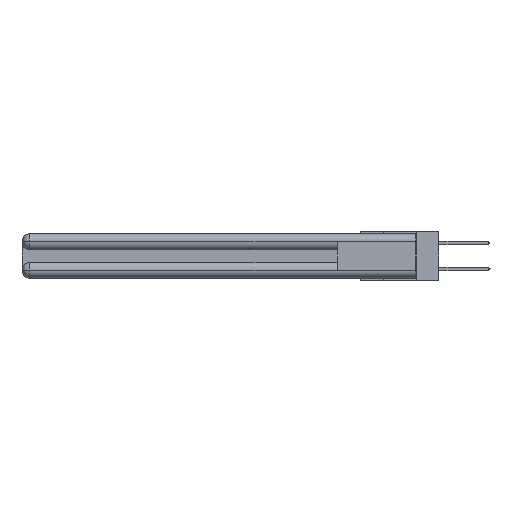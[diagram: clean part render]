
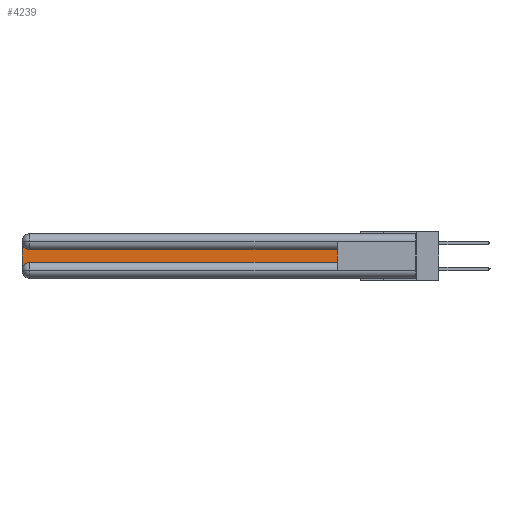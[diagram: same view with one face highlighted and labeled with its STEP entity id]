
A CAD part, left-side view. The second image highlights one B-rep face of the part: STEP entity #4239.
In plain terms, the highlighted planar face has unit normal (-1, 0, 0).
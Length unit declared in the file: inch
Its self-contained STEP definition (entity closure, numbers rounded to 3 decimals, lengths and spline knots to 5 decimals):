
#237 = VERTEX_POINT ( 'NONE', #12189 ) ;
#308 = VERTEX_POINT ( 'NONE', #28018 ) ;
#661 = VECTOR ( 'NONE', #7566, 39.37008 ) ;
#1596 = VERTEX_POINT ( 'NONE', #23557 ) ;
#1708 = DIRECTION ( 'NONE',  ( 0., 0., -1. ) ) ;
#1786 = LINE ( 'NONE', #8754, #25315 ) ;
#2314 = VERTEX_POINT ( 'NONE', #6928 ) ;
#2345 = EDGE_CURVE ( 'NONE', #237, #11829, #22769, .T. ) ;
#2537 = ORIENTED_EDGE ( 'NONE', *, *, #16121, .T. ) ;
#2796 = DIRECTION ( 'NONE',  ( 1., 0., 0. ) ) ;
#2913 = VECTOR ( 'NONE', #4327, 39.37008 ) ;
#3590 = AXIS2_PLACEMENT_3D ( 'NONE', #8116, #27942, #27751 ) ;
#4239 = ADVANCED_FACE ( 'NONE', ( #12156 ), #6130, .F. ) ;
#4327 = DIRECTION ( 'NONE',  ( 0., 1., 0. ) ) ;
#4870 = VECTOR ( 'NONE', #1708, 39.37008 ) ;
#5552 = ORIENTED_EDGE ( 'NONE', *, *, #7831, .T. ) ;
#5578 = CARTESIAN_POINT ( 'NONE',  ( 0.075, 0.6, -0.2175 ) ) ;
#5932 = EDGE_CURVE ( 'NONE', #15512, #237, #1786, .T. ) ;
#6130 = PLANE ( 'NONE',  #25760 ) ;
#6290 = DIRECTION ( 'NONE',  ( 0., -1., 0. ) ) ;
#6928 = CARTESIAN_POINT ( 'NONE',  ( 0.075, 2.94, -0.1225 ) ) ;
#7039 = EDGE_LOOP ( 'NONE', ( #16598, #26566, #5552, #2537, #12081, #8137 ) ) ;
#7276 = CARTESIAN_POINT ( 'NONE',  ( 0.075, 2.94, -0.0625 ) ) ;
#7566 = DIRECTION ( 'NONE',  ( 0., 0., 1. ) ) ;
#7831 = EDGE_CURVE ( 'NONE', #308, #1596, #11331, .T. ) ;
#8018 = LINE ( 'NONE', #21605, #2913 ) ;
#8116 = CARTESIAN_POINT ( 'NONE',  ( 0.075, 2.94, -0.2775 ) ) ;
#8137 = ORIENTED_EDGE ( 'NONE', *, *, #2345, .T. ) ;
#8219 = CARTESIAN_POINT ( 'NONE',  ( 0.075, 3., -0.1225 ) ) ;
#8754 = CARTESIAN_POINT ( 'NONE',  ( 0.075, 0.6, -0.2175 ) ) ;
#11331 = LINE ( 'NONE', #25507, #4870 ) ;
#11549 = DIRECTION ( 'NONE',  ( 0., 0., -1. ) ) ;
#11829 = VERTEX_POINT ( 'NONE', #18986 ) ;
#12081 = ORIENTED_EDGE ( 'NONE', *, *, #5932, .T. ) ;
#12156 = FACE_OUTER_BOUND ( 'NONE', #7039, .T. ) ;
#12189 = CARTESIAN_POINT ( 'NONE',  ( 0.075, 0.6, -0.2175 ) ) ;
#15512 = VERTEX_POINT ( 'NONE', #22851 ) ;
#16121 = EDGE_CURVE ( 'NONE', #1596, #15512, #18485, .T. ) ;
#16598 = ORIENTED_EDGE ( 'NONE', *, *, #20143, .T. ) ;
#16637 = AXIS2_PLACEMENT_3D ( 'NONE', #7276, #2796, #11549 ) ;
#18485 = CIRCLE ( 'NONE', #3590, 0.06 ) ;
#18986 = CARTESIAN_POINT ( 'NONE',  ( 0.075, 0.6, -0.1225 ) ) ;
#20143 = EDGE_CURVE ( 'NONE', #11829, #2314, #8018, .T. ) ;
#21605 = CARTESIAN_POINT ( 'NONE',  ( 0.075, 0.6, -0.1225 ) ) ;
#21671 = EDGE_CURVE ( 'NONE', #2314, #308, #21844, .T. ) ;
#21844 = CIRCLE ( 'NONE', #16637, 0.06 ) ;
#22769 = LINE ( 'NONE', #5578, #661 ) ;
#22851 = CARTESIAN_POINT ( 'NONE',  ( 0.075, 2.94, -0.2175 ) ) ;
#23405 = DIRECTION ( 'NONE',  ( 1., 0., 0. ) ) ;
#23557 = CARTESIAN_POINT ( 'NONE',  ( 0.075, 3., -0.2775 ) ) ;
#25315 = VECTOR ( 'NONE', #6290, 39.37008 ) ;
#25507 = CARTESIAN_POINT ( 'NONE',  ( 0.075, 3., -0.2175 ) ) ;
#25630 = DIRECTION ( 'NONE',  ( 0., 0., -1. ) ) ;
#25760 = AXIS2_PLACEMENT_3D ( 'NONE', #8219, #23405, #25630 ) ;
#26566 = ORIENTED_EDGE ( 'NONE', *, *, #21671, .T. ) ;
#27751 = DIRECTION ( 'NONE',  ( 0., 0., -1. ) ) ;
#27942 = DIRECTION ( 'NONE',  ( 1., 0., 0. ) ) ;
#28018 = CARTESIAN_POINT ( 'NONE',  ( 0.075, 3., -0.0625 ) ) ;
